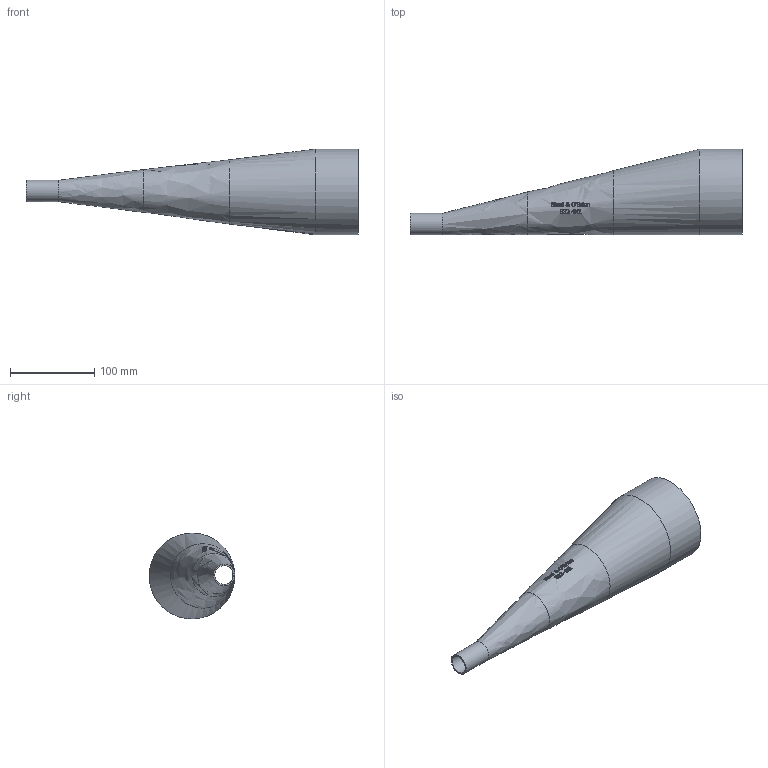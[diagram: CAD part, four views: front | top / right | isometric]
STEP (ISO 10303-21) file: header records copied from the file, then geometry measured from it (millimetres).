
FILE_DESCRIPTION(/* description */ (''),/* implementation_level */ '2;1');
FILE_NAME(/* name */ 'S32-4X1.stp',/* time_stamp */ '2018-11-28T14:01:04-05:00',/* author */ ('rick'),/* organization */ (''),/* preprocessor_version */ 'ST-DEVELOPER v15.2',/* originating_system */ 'Autodesk Inventor 2014',/* authorisation */ '');
FILE_SCHEMA (('AUTOMOTIVE_DESIGN { 1 0 10303 214 3 1 1 }'));
Length unit declared in the file: inch
Products named in the file (1): S32-4X1
Bounding box: 393.7 x 101.6 x 101.6 mm (x, y, z)
Volume: 142465.8 mm3; surface area: 157935.8 mm2
Topology: 1 solids, 1 shells, 357 faces, 1018 edges, 683 vertices
Faces by surface type: bspline 213, plane 140, cylinder 4
Full cylindrical faces by diameter (mm): 22.098 x1, 25.4 x1, 97.384 x1, 101.6 x1
Entity records: 15081 total; most frequent: CARTESIAN_POINT 7462, ORIENTED_EDGE 2020, EDGE_CURVE 1010, DIRECTION 830, VERTEX_POINT 679, B_SPLINE_CURVE_WITH_KNOTS 530, EDGE_LOOP 383, ADVANCED_FACE 357
